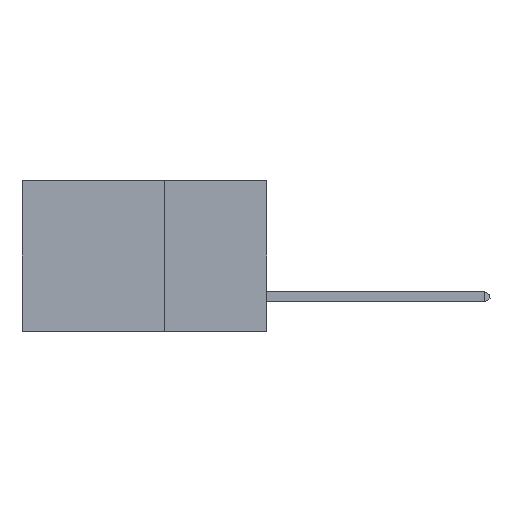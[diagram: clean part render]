
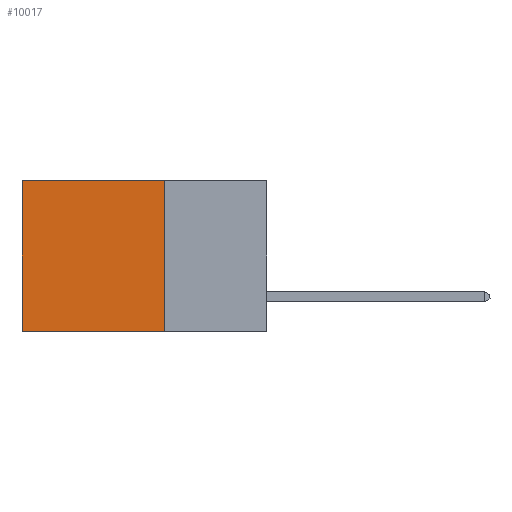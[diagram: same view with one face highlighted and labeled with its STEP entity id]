
A CAD part, left-side view. The second image highlights one B-rep face of the part: STEP entity #10017.
In plain terms, the highlighted planar face has unit normal (-1, 0, 0).
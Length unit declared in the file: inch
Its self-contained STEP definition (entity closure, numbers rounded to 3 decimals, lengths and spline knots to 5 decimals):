
#210 = ORIENTED_EDGE ( 'NONE', *, *, #7313, .T. ) ;
#241 = CARTESIAN_POINT ( 'NONE',  ( 0.2875, 0.6, -0.37 ) ) ;
#286 = LINE ( 'NONE', #9427, #5462 ) ;
#525 = DIRECTION ( 'NONE',  ( 0., 1., 0. ) ) ;
#670 = CARTESIAN_POINT ( 'NONE',  ( 0.2875, 0.25, -0.37 ) ) ;
#1651 = ORIENTED_EDGE ( 'NONE', *, *, #6549, .T. ) ;
#2761 = CARTESIAN_POINT ( 'NONE',  ( 0.2875, 0.6, 0. ) ) ;
#3297 = LINE ( 'NONE', #8118, #8049 ) ;
#4105 = EDGE_LOOP ( 'NONE', ( #1651, #5074, #7361, #210 ) ) ;
#4290 = EDGE_CURVE ( 'NONE', #7275, #6070, #3297, .T. ) ;
#4415 = DIRECTION ( 'NONE',  ( 1., 0., 0. ) ) ;
#4593 = EDGE_CURVE ( 'NONE', #7416, #7275, #286, .T. ) ;
#4612 = VECTOR ( 'NONE', #12056, 39.37008 ) ;
#5074 = ORIENTED_EDGE ( 'NONE', *, *, #4290, .F. ) ;
#5462 = VECTOR ( 'NONE', #12177, 39.37008 ) ;
#5626 = CARTESIAN_POINT ( 'NONE',  ( 0.2875, 0.25, 0. ) ) ;
#6070 = VERTEX_POINT ( 'NONE', #241 ) ;
#6431 = DIRECTION ( 'NONE',  ( 0., 0., -1. ) ) ;
#6549 = EDGE_CURVE ( 'NONE', #11458, #6070, #12176, .T. ) ;
#6838 = LINE ( 'NONE', #5626, #4612 ) ;
#7275 = VERTEX_POINT ( 'NONE', #670 ) ;
#7313 = EDGE_CURVE ( 'NONE', #7416, #11458, #6838, .T. ) ;
#7361 = ORIENTED_EDGE ( 'NONE', *, *, #4593, .F. ) ;
#7416 = VERTEX_POINT ( 'NONE', #12174 ) ;
#8049 = VECTOR ( 'NONE', #525, 39.37008 ) ;
#8118 = CARTESIAN_POINT ( 'NONE',  ( 0.2875, 0.25, -0.37 ) ) ;
#8151 = CARTESIAN_POINT ( 'NONE',  ( 0.2875, 0.25, 0. ) ) ;
#9427 = CARTESIAN_POINT ( 'NONE',  ( 0.2875, 0.25, 0. ) ) ;
#9722 = VECTOR ( 'NONE', #6431, 39.37008 ) ;
#10000 = PLANE ( 'NONE',  #10931 ) ;
#10017 = ADVANCED_FACE ( 'NONE', ( #11657 ), #10000, .F. ) ;
#10103 = CARTESIAN_POINT ( 'NONE',  ( 0.2875, 0.6, 0. ) ) ;
#10931 = AXIS2_PLACEMENT_3D ( 'NONE', #8151, #4415, #10946 ) ;
#10946 = DIRECTION ( 'NONE',  ( 0., 0., -1. ) ) ;
#11458 = VERTEX_POINT ( 'NONE', #2761 ) ;
#11657 = FACE_OUTER_BOUND ( 'NONE', #4105, .T. ) ;
#12056 = DIRECTION ( 'NONE',  ( 0., 1., 0. ) ) ;
#12174 = CARTESIAN_POINT ( 'NONE',  ( 0.2875, 0.25, 0. ) ) ;
#12176 = LINE ( 'NONE', #10103, #9722 ) ;
#12177 = DIRECTION ( 'NONE',  ( 0., 0., -1. ) ) ;
